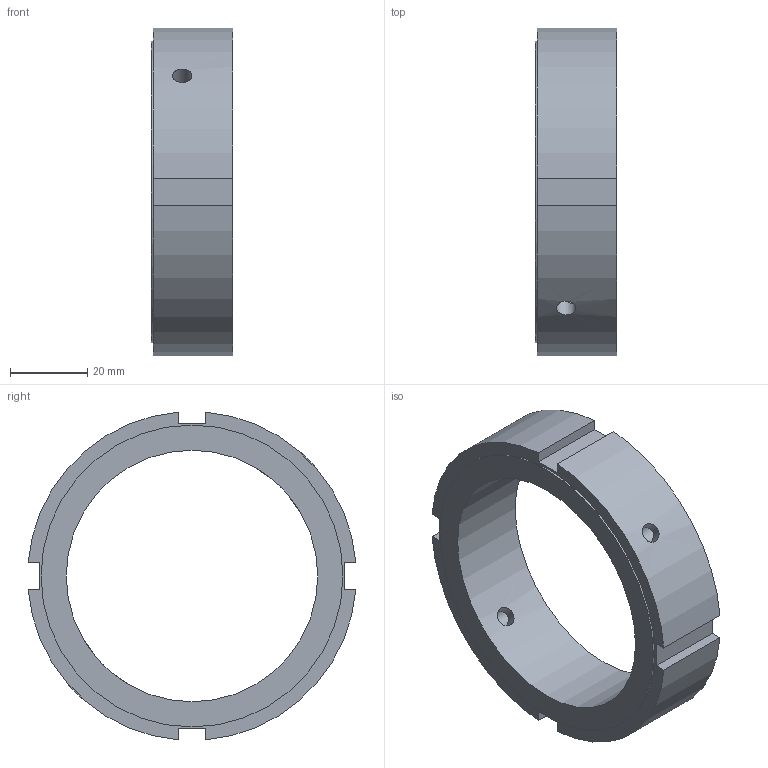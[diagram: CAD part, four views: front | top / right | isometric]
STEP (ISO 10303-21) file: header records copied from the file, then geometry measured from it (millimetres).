
FILE_DESCRIPTION((''),'2;1');
FILE_NAME('FKD ZMV65.stp','2014-02-22T15:22:45',('sugidesign'),(''),'Autodesk Inventor LT ','Autodesk Inventor LT ','');
FILE_SCHEMA(('CONFIG_CONTROL_DESIGN'));
Length unit declared in the file: millimetre
Products named in the file (1): FKD ZMV65
Bounding box: 21 x 84.71 x 84.71 mm (x, y, z)
Volume: 46532.4 mm3; surface area: 15401.1 mm2
Topology: 1 solids, 1 shells, 25 faces, 68 edges, 46 vertices
Faces by surface type: plane 15, cylinder 10
Full cylindrical faces by diameter (mm): 4.917 x2, 5 x2, 65 x1, 78 x1
Entity records: 1050 total; most frequent: CARTESIAN_POINT 376, DIRECTION 120, ORIENTED_EDGE 120, EDGE_CURVE 60, VERTEX_POINT 44, EDGE_LOOP 42, AXIS2_PLACEMENT_3D 40, VECTOR 40
